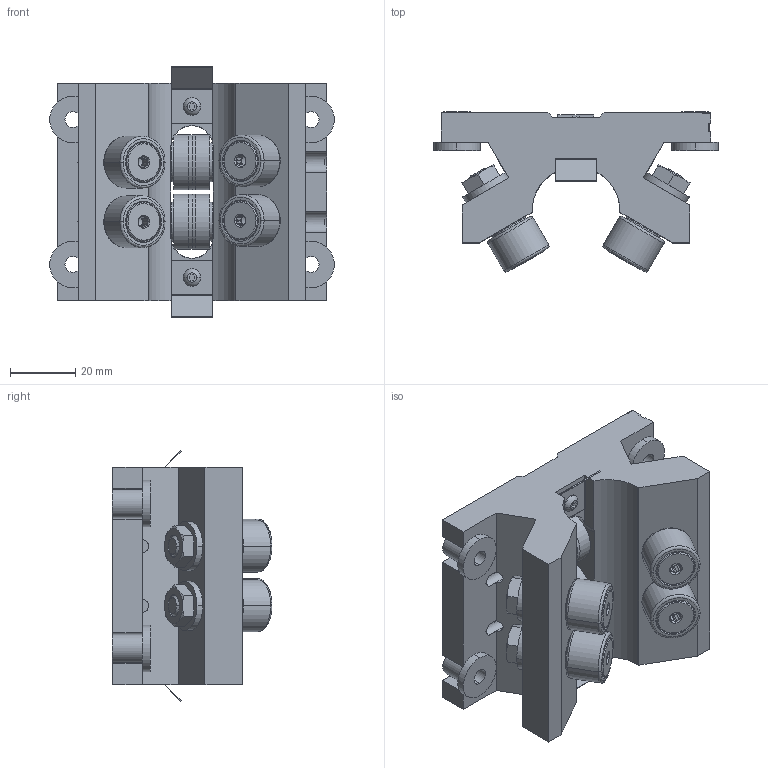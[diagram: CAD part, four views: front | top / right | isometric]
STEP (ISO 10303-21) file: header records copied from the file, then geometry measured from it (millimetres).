
FILE_DESCRIPTION (( 'STEP AP214' ), '1' );
FILE_NAME ('RollerBearing_13924A1DA8.step', '2021-10-11T12:36:56', ( 'localadmin' ), ( 'BOXX Technologies, Inc.' ), 'SwSTEP 2.0', 'SolidWorks 2019', '' );
FILE_SCHEMA (( 'AUTOMOTIVE_DESIGN' ));
Length unit declared in the file: inch
Products named in the file (3): xwyuZCcHxm_CADModel_0; RollerBearing_13924A1DA8
Assembly tree (1 placements, depth 2):
  xwyuZCcHxm_CADModel_0
  RollerBearing_13924A1DA8
    xwyuZCcHxm_CADModel_0
Bounding box: 87.3 x 49.03 x 76.75 mm (x, y, z)
Volume: 127991.1 mm3; surface area: 44644.1 mm2
Topology: 24 solids, 24 shells, 641 faces, 1512 edges, 948 vertices
Faces by surface type: plane 285, cylinder 200, cone 128, bspline 16, torus 8, sphere 4
Entity records: 27575 total; most frequent: CARTESIAN_POINT 3940, DIRECTION 3230, ORIENTED_EDGE 2992, EDGE_CURVE 1496, AXIS2_PLACEMENT_3D 1230, VERTEX_POINT 948, LINE 770, VECTOR 770
